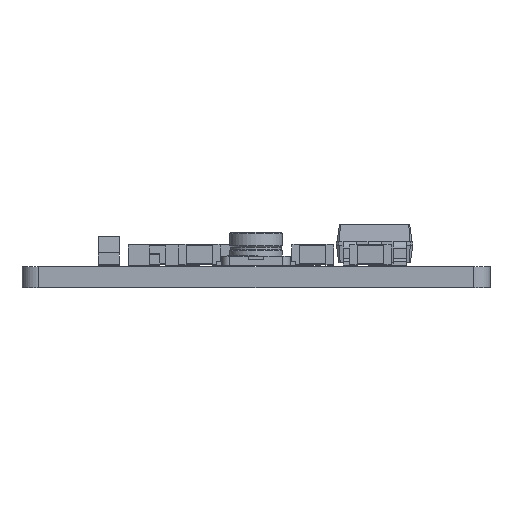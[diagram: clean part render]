
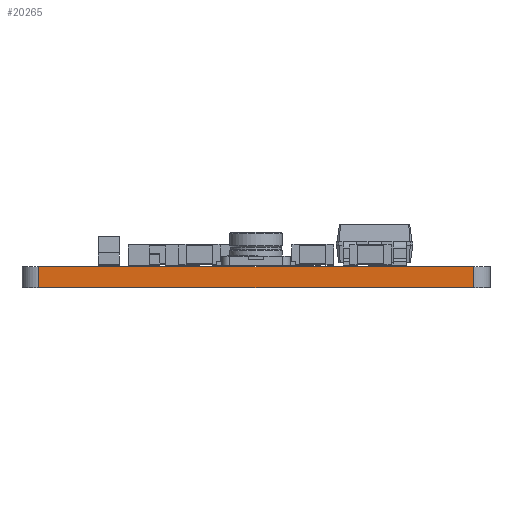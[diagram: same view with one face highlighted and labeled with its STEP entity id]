
A CAD part, left-side view. The second image highlights one B-rep face of the part: STEP entity #20265.
In plain terms, the highlighted planar face has unit normal (-1, 0, 0).
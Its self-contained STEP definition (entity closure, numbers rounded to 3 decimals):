
#20265 = ADVANCED_FACE('',(#20266),#20280,.F.);
#20266 = FACE_BOUND('',#20267,.F.);
#20267 = EDGE_LOOP('',(#20268,#20303,#20331,#20359));
#20268 = ORIENTED_EDGE('',*,*,#20269,.T.);
#20269 = EDGE_CURVE('',#20270,#20272,#20274,.T.);
#20270 = VERTEX_POINT('',#20271);
#20271 = CARTESIAN_POINT('',(-1.27,15.875,0.));
#20272 = VERTEX_POINT('',#20273);
#20273 = CARTESIAN_POINT('',(-1.27,15.875,0.8));
#20274 = SURFACE_CURVE('',#20275,(#20279,#20291),.PCURVE_S1.);
#20275 = LINE('',#20276,#20277);
#20276 = CARTESIAN_POINT('',(-1.27,15.875,0.));
#20277 = VECTOR('',#20278,1.);
#20278 = DIRECTION('',(0.,0.,1.));
#20279 = PCURVE('',#20280,#20285);
#20280 = PLANE('',#20281);
#20281 = AXIS2_PLACEMENT_3D('',#20282,#20283,#20284);
#20282 = CARTESIAN_POINT('',(-1.27,15.875,0.));
#20283 = DIRECTION('',(1.,0.,-0.));
#20284 = DIRECTION('',(0.,-1.,0.));
#20285 = DEFINITIONAL_REPRESENTATION('',(#20286),#20290);
#20286 = LINE('',#20287,#20288);
#20287 = CARTESIAN_POINT('',(0.,0.));
#20288 = VECTOR('',#20289,1.);
#20289 = DIRECTION('',(0.,-1.));
#20290 = ( GEOMETRIC_REPRESENTATION_CONTEXT(2) 
PARAMETRIC_REPRESENTATION_CONTEXT() REPRESENTATION_CONTEXT('2D SPACE',''
  ) );
#20291 = PCURVE('',#20292,#20297);
#20292 = CYLINDRICAL_SURFACE('',#20293,0.635);
#20293 = AXIS2_PLACEMENT_3D('',#20294,#20295,#20296);
#20294 = CARTESIAN_POINT('',(-0.635,15.875,0.));
#20295 = DIRECTION('',(-0.,-0.,-1.));
#20296 = DIRECTION('',(1.,0.,-0.));
#20297 = DEFINITIONAL_REPRESENTATION('',(#20298),#20302);
#20298 = LINE('',#20299,#20300);
#20299 = CARTESIAN_POINT('',(-3.142,0.));
#20300 = VECTOR('',#20301,1.);
#20301 = DIRECTION('',(-0.,-1.));
#20302 = ( GEOMETRIC_REPRESENTATION_CONTEXT(2) 
PARAMETRIC_REPRESENTATION_CONTEXT() REPRESENTATION_CONTEXT('2D SPACE',''
  ) );
#20303 = ORIENTED_EDGE('',*,*,#20304,.T.);
#20304 = EDGE_CURVE('',#20272,#20305,#20307,.T.);
#20305 = VERTEX_POINT('',#20306);
#20306 = CARTESIAN_POINT('',(-1.27,-0.635,0.8));
#20307 = SURFACE_CURVE('',#20308,(#20312,#20319),.PCURVE_S1.);
#20308 = LINE('',#20309,#20310);
#20309 = CARTESIAN_POINT('',(-1.27,15.875,0.8));
#20310 = VECTOR('',#20311,1.);
#20311 = DIRECTION('',(0.,-1.,0.));
#20312 = PCURVE('',#20280,#20313);
#20313 = DEFINITIONAL_REPRESENTATION('',(#20314),#20318);
#20314 = LINE('',#20315,#20316);
#20315 = CARTESIAN_POINT('',(0.,-0.8));
#20316 = VECTOR('',#20317,1.);
#20317 = DIRECTION('',(1.,0.));
#20318 = ( GEOMETRIC_REPRESENTATION_CONTEXT(2) 
PARAMETRIC_REPRESENTATION_CONTEXT() REPRESENTATION_CONTEXT('2D SPACE',''
  ) );
#20319 = PCURVE('',#20320,#20325);
#20320 = PLANE('',#20321);
#20321 = AXIS2_PLACEMENT_3D('',#20322,#20323,#20324);
#20322 = CARTESIAN_POINT('',(13.97,7.62,0.8));
#20323 = DIRECTION('',(0.,0.,1.));
#20324 = DIRECTION('',(1.,0.,-0.));
#20325 = DEFINITIONAL_REPRESENTATION('',(#20326),#20330);
#20326 = LINE('',#20327,#20328);
#20327 = CARTESIAN_POINT('',(-15.24,8.255));
#20328 = VECTOR('',#20329,1.);
#20329 = DIRECTION('',(0.,-1.));
#20330 = ( GEOMETRIC_REPRESENTATION_CONTEXT(2) 
PARAMETRIC_REPRESENTATION_CONTEXT() REPRESENTATION_CONTEXT('2D SPACE',''
  ) );
#20331 = ORIENTED_EDGE('',*,*,#20332,.F.);
#20332 = EDGE_CURVE('',#20333,#20305,#20335,.T.);
#20333 = VERTEX_POINT('',#20334);
#20334 = CARTESIAN_POINT('',(-1.27,-0.635,0.));
#20335 = SURFACE_CURVE('',#20336,(#20340,#20347),.PCURVE_S1.);
#20336 = LINE('',#20337,#20338);
#20337 = CARTESIAN_POINT('',(-1.27,-0.635,0.));
#20338 = VECTOR('',#20339,1.);
#20339 = DIRECTION('',(0.,0.,1.));
#20340 = PCURVE('',#20280,#20341);
#20341 = DEFINITIONAL_REPRESENTATION('',(#20342),#20346);
#20342 = LINE('',#20343,#20344);
#20343 = CARTESIAN_POINT('',(16.51,0.));
#20344 = VECTOR('',#20345,1.);
#20345 = DIRECTION('',(0.,-1.));
#20346 = ( GEOMETRIC_REPRESENTATION_CONTEXT(2) 
PARAMETRIC_REPRESENTATION_CONTEXT() REPRESENTATION_CONTEXT('2D SPACE',''
  ) );
#20347 = PCURVE('',#20348,#20353);
#20348 = CYLINDRICAL_SURFACE('',#20349,0.635);
#20349 = AXIS2_PLACEMENT_3D('',#20350,#20351,#20352);
#20350 = CARTESIAN_POINT('',(-0.635,-0.635,0.));
#20351 = DIRECTION('',(-0.,-0.,-1.));
#20352 = DIRECTION('',(1.,0.,-0.));
#20353 = DEFINITIONAL_REPRESENTATION('',(#20354),#20358);
#20354 = LINE('',#20355,#20356);
#20355 = CARTESIAN_POINT('',(-3.142,0.));
#20356 = VECTOR('',#20357,1.);
#20357 = DIRECTION('',(-0.,-1.));
#20358 = ( GEOMETRIC_REPRESENTATION_CONTEXT(2) 
PARAMETRIC_REPRESENTATION_CONTEXT() REPRESENTATION_CONTEXT('2D SPACE',''
  ) );
#20359 = ORIENTED_EDGE('',*,*,#20360,.F.);
#20360 = EDGE_CURVE('',#20270,#20333,#20361,.T.);
#20361 = SURFACE_CURVE('',#20362,(#20366,#20373),.PCURVE_S1.);
#20362 = LINE('',#20363,#20364);
#20363 = CARTESIAN_POINT('',(-1.27,15.875,0.));
#20364 = VECTOR('',#20365,1.);
#20365 = DIRECTION('',(0.,-1.,0.));
#20366 = PCURVE('',#20280,#20367);
#20367 = DEFINITIONAL_REPRESENTATION('',(#20368),#20372);
#20368 = LINE('',#20369,#20370);
#20369 = CARTESIAN_POINT('',(0.,0.));
#20370 = VECTOR('',#20371,1.);
#20371 = DIRECTION('',(1.,0.));
#20372 = ( GEOMETRIC_REPRESENTATION_CONTEXT(2) 
PARAMETRIC_REPRESENTATION_CONTEXT() REPRESENTATION_CONTEXT('2D SPACE',''
  ) );
#20373 = PCURVE('',#20374,#20379);
#20374 = PLANE('',#20375);
#20375 = AXIS2_PLACEMENT_3D('',#20376,#20377,#20378);
#20376 = CARTESIAN_POINT('',(13.97,7.62,0.));
#20377 = DIRECTION('',(0.,0.,1.));
#20378 = DIRECTION('',(1.,0.,-0.));
#20379 = DEFINITIONAL_REPRESENTATION('',(#20380),#20384);
#20380 = LINE('',#20381,#20382);
#20381 = CARTESIAN_POINT('',(-15.24,8.255));
#20382 = VECTOR('',#20383,1.);
#20383 = DIRECTION('',(0.,-1.));
#20384 = ( GEOMETRIC_REPRESENTATION_CONTEXT(2) 
PARAMETRIC_REPRESENTATION_CONTEXT() REPRESENTATION_CONTEXT('2D SPACE',''
  ) );
